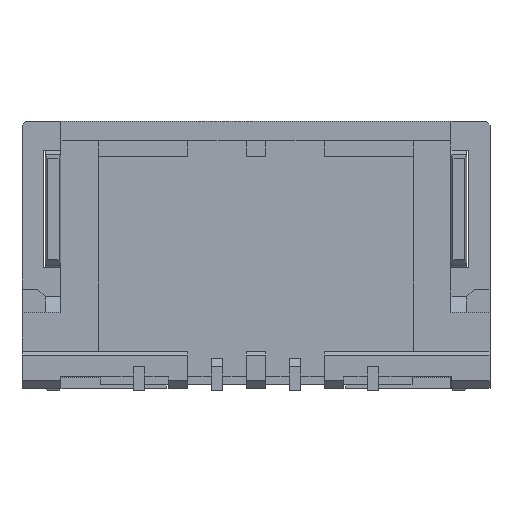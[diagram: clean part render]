
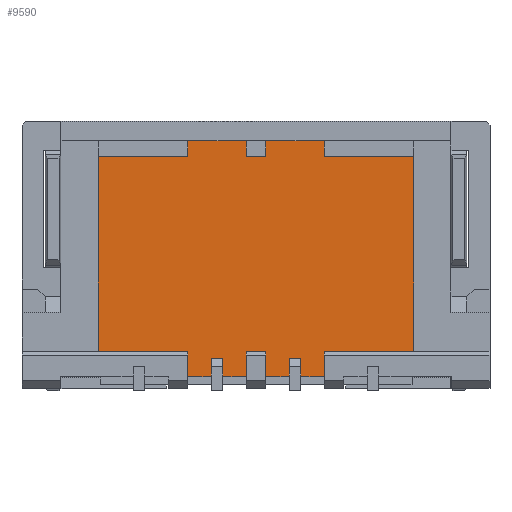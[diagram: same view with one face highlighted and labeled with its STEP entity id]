
A CAD part, top view. The second image highlights one B-rep face of the part: STEP entity #9590.
In plain terms, the highlighted planar face has unit normal (0, 0, 1).
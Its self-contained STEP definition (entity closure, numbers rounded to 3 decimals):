
#1975=DIRECTION('',(0.,-1.,0.));
#1976=VECTOR('',#1975,0.4);
#1977=CARTESIAN_POINT('',(0.25,2.8,5.875));
#1978=LINE('',#1977,#1976);
#1983=DIRECTION('',(0.,-1.,0.));
#1984=VECTOR('',#1983,0.65);
#1985=CARTESIAN_POINT('',(0.25,-2.6,5.875));
#1986=LINE('',#1985,#1984);
#1987=DIRECTION('',(-1.,0.,0.));
#1988=VECTOR('',#1987,2.3);
#1989=CARTESIAN_POINT('',(-1.75,2.4,5.875));
#1990=LINE('',#1989,#1988);
#2007=DIRECTION('',(-1.,0.,0.));
#2008=VECTOR('',#2007,2.3);
#2009=CARTESIAN_POINT('',(4.05,2.4,5.875));
#2010=LINE('',#2009,#2008);
#2015=DIRECTION('',(-1.,0.,0.));
#2016=VECTOR('',#2015,0.5);
#2017=CARTESIAN_POINT('',(0.25,2.4,5.875));
#2018=LINE('',#2017,#2016);
#2023=DIRECTION('',(0.,1.,0.));
#2024=VECTOR('',#2023,0.475);
#2025=CARTESIAN_POINT('',(1.15,-3.25,5.875));
#2026=LINE('',#2025,#2024);
#2027=DIRECTION('',(-1.,0.,0.));
#2028=VECTOR('',#2027,0.3);
#2029=CARTESIAN_POINT('',(1.15,-2.775,5.875));
#2030=LINE('',#2029,#2028);
#2031=DIRECTION('',(0.,1.,0.));
#2032=VECTOR('',#2031,0.475);
#2033=CARTESIAN_POINT('',(0.85,-3.25,5.875));
#2034=LINE('',#2033,#2032);
#2035=DIRECTION('',(-1.,0.,0.));
#2036=VECTOR('',#2035,0.5);
#2037=CARTESIAN_POINT('',(0.25,-2.6,5.875));
#2038=LINE('',#2037,#2036);
#2039=DIRECTION('',(0.,-1.,0.));
#2040=VECTOR('',#2039,0.65);
#2041=CARTESIAN_POINT('',(-0.25,-2.6,5.875));
#2042=LINE('',#2041,#2040);
#2043=DIRECTION('',(0.,1.,0.));
#2044=VECTOR('',#2043,0.475);
#2045=CARTESIAN_POINT('',(-0.85,-3.25,5.875));
#2046=LINE('',#2045,#2044);
#2047=DIRECTION('',(-1.,0.,0.));
#2048=VECTOR('',#2047,0.3);
#2049=CARTESIAN_POINT('',(-0.85,-2.775,5.875));
#2050=LINE('',#2049,#2048);
#2051=DIRECTION('',(0.,1.,0.));
#2052=VECTOR('',#2051,0.475);
#2053=CARTESIAN_POINT('',(-1.15,-3.25,5.875));
#2054=LINE('',#2053,#2052);
#2055=DIRECTION('',(-1.,0.,0.));
#2056=VECTOR('',#2055,2.3);
#2057=CARTESIAN_POINT('',(-1.75,-2.6,5.875));
#2058=LINE('',#2057,#2056);
#2059=DIRECTION('',(0.,1.,0.));
#2060=VECTOR('',#2059,5.);
#2061=CARTESIAN_POINT('',(-4.05,-2.6,5.875));
#2062=LINE('',#2061,#2060);
#2063=DIRECTION('',(0.,-1.,0.));
#2064=VECTOR('',#2063,0.4);
#2065=CARTESIAN_POINT('',(-0.25,2.8,5.875));
#2066=LINE('',#2065,#2064);
#2067=DIRECTION('',(0.,-1.,0.));
#2068=VECTOR('',#2067,0.4);
#2069=CARTESIAN_POINT('',(1.75,2.8,5.875));
#2070=LINE('',#2069,#2068);
#2071=DIRECTION('',(0.,1.,0.));
#2072=VECTOR('',#2071,5.);
#2073=CARTESIAN_POINT('',(4.05,-2.6,5.875));
#2074=LINE('',#2073,#2072);
#2075=DIRECTION('',(-1.,0.,0.));
#2076=VECTOR('',#2075,2.3);
#2077=CARTESIAN_POINT('',(4.05,-2.6,5.875));
#2078=LINE('',#2077,#2076);
#2079=DIRECTION('',(0.,-1.,0.));
#2080=VECTOR('',#2079,0.65);
#2081=CARTESIAN_POINT('',(1.75,-2.6,5.875));
#2082=LINE('',#2081,#2080);
#2912=DIRECTION('',(0.,-1.,0.));
#2913=VECTOR('',#2912,0.65);
#2914=CARTESIAN_POINT('',(-1.75,-2.6,5.875));
#2915=LINE('',#2914,#2913);
#2920=DIRECTION('',(0.,-1.,0.));
#2921=VECTOR('',#2920,0.4);
#2922=CARTESIAN_POINT('',(-1.75,2.8,5.875));
#2923=LINE('',#2922,#2921);
#2928=DIRECTION('',(-1.,0.,0.));
#2929=VECTOR('',#2928,0.6);
#2930=CARTESIAN_POINT('',(-0.25,-3.25,5.875));
#2931=LINE('',#2930,#2929);
#2944=DIRECTION('',(-1.,0.,0.));
#2945=VECTOR('',#2944,0.6);
#2946=CARTESIAN_POINT('',(-1.15,-3.25,5.875));
#2947=LINE('',#2946,#2945);
#4384=DIRECTION('',(-1.,0.,0.));
#4385=VECTOR('',#4384,1.5);
#4386=CARTESIAN_POINT('',(1.75,2.8,5.875));
#4387=LINE('',#4386,#4385);
#4400=DIRECTION('',(-1.,0.,0.));
#4401=VECTOR('',#4400,1.5);
#4402=CARTESIAN_POINT('',(-0.25,2.8,5.875));
#4403=LINE('',#4402,#4401);
#4596=DIRECTION('',(-1.,0.,0.));
#4597=VECTOR('',#4596,0.6);
#4598=CARTESIAN_POINT('',(1.75,-3.25,5.875));
#4599=LINE('',#4598,#4597);
#4612=DIRECTION('',(-1.,0.,0.));
#4613=VECTOR('',#4612,0.6);
#4614=CARTESIAN_POINT('',(0.85,-3.25,5.875));
#4615=LINE('',#4614,#4613);
#6161=CARTESIAN_POINT('',(-4.05,-2.6,5.875));
#6162=CARTESIAN_POINT('',(-4.05,2.4,5.875));
#6163=VERTEX_POINT('',#6161);
#6164=VERTEX_POINT('',#6162);
#6189=CARTESIAN_POINT('',(4.05,-2.6,5.875));
#6190=CARTESIAN_POINT('',(4.05,2.4,5.875));
#6191=VERTEX_POINT('',#6189);
#6192=VERTEX_POINT('',#6190);
#6205=CARTESIAN_POINT('',(-1.75,-2.6,5.875));
#6206=VERTEX_POINT('',#6205);
#6207=CARTESIAN_POINT('',(-1.75,2.4,5.875));
#6208=VERTEX_POINT('',#6207);
#6217=CARTESIAN_POINT('',(-0.25,-2.6,5.875));
#6218=VERTEX_POINT('',#6217);
#6219=CARTESIAN_POINT('',(-0.25,2.4,5.875));
#6221=VERTEX_POINT('',#6219);
#6225=CARTESIAN_POINT('',(-0.25,2.8,5.875));
#6226=VERTEX_POINT('',#6225);
#6227=CARTESIAN_POINT('',(-1.75,2.8,5.875));
#6228=VERTEX_POINT('',#6227);
#6229=CARTESIAN_POINT('',(-0.25,-3.25,5.875));
#6230=VERTEX_POINT('',#6229);
#6231=CARTESIAN_POINT('',(-1.75,-3.25,5.875));
#6232=VERTEX_POINT('',#6231);
#6557=CARTESIAN_POINT('',(-0.85,-3.25,5.875));
#6559=VERTEX_POINT('',#6557);
#6561=CARTESIAN_POINT('',(-1.15,-3.25,5.875));
#6563=VERTEX_POINT('',#6561);
#6669=CARTESIAN_POINT('',(1.15,-3.25,5.875));
#6671=VERTEX_POINT('',#6669);
#6673=CARTESIAN_POINT('',(0.85,-3.25,5.875));
#6675=VERTEX_POINT('',#6673);
#6789=CARTESIAN_POINT('',(-0.85,-2.775,5.875));
#6790=VERTEX_POINT('',#6789);
#6791=CARTESIAN_POINT('',(-1.15,-2.775,5.875));
#6792=VERTEX_POINT('',#6791);
#6801=CARTESIAN_POINT('',(1.75,-2.6,5.875));
#6802=VERTEX_POINT('',#6801);
#6803=CARTESIAN_POINT('',(0.25,-2.6,5.875));
#6804=VERTEX_POINT('',#6803);
#6805=CARTESIAN_POINT('',(1.75,2.4,5.875));
#6807=VERTEX_POINT('',#6805);
#6809=CARTESIAN_POINT('',(0.25,2.4,5.875));
#6811=VERTEX_POINT('',#6809);
#6817=CARTESIAN_POINT('',(1.75,2.8,5.875));
#6818=VERTEX_POINT('',#6817);
#6819=CARTESIAN_POINT('',(0.25,2.8,5.875));
#6820=VERTEX_POINT('',#6819);
#6821=CARTESIAN_POINT('',(1.75,-3.25,5.875));
#6822=VERTEX_POINT('',#6821);
#6823=CARTESIAN_POINT('',(0.25,-3.25,5.875));
#6824=VERTEX_POINT('',#6823);
#6825=CARTESIAN_POINT('',(1.15,-2.775,5.875));
#6826=VERTEX_POINT('',#6825);
#6827=CARTESIAN_POINT('',(0.85,-2.775,5.875));
#6828=VERTEX_POINT('',#6827);
#9532=CARTESIAN_POINT('',(6.,-2.6,5.875));
#9533=DIRECTION('',(0.,0.,1.));
#9534=DIRECTION('',(0.,1.,0.));
#9535=AXIS2_PLACEMENT_3D('',#9532,#9533,#9534);
#9536=PLANE('',#9535);
#9538=ORIENTED_EDGE('',*,*,#9537,.T.);
#9540=ORIENTED_EDGE('',*,*,#9539,.T.);
#9542=ORIENTED_EDGE('',*,*,#9541,.F.);
#9544=ORIENTED_EDGE('',*,*,#9543,.T.);
#9545=ORIENTED_EDGE('',*,*,#9470,.F.);
#9547=ORIENTED_EDGE('',*,*,#9546,.T.);
#9549=ORIENTED_EDGE('',*,*,#9548,.T.);
#9551=ORIENTED_EDGE('',*,*,#9550,.T.);
#9553=ORIENTED_EDGE('',*,*,#9552,.T.);
#9555=ORIENTED_EDGE('',*,*,#9554,.T.);
#9557=ORIENTED_EDGE('',*,*,#9556,.F.);
#9559=ORIENTED_EDGE('',*,*,#9558,.T.);
#9561=ORIENTED_EDGE('',*,*,#9560,.F.);
#9563=ORIENTED_EDGE('',*,*,#9562,.T.);
#9565=ORIENTED_EDGE('',*,*,#9564,.T.);
#9566=ORIENTED_EDGE('',*,*,#9490,.F.);
#9568=ORIENTED_EDGE('',*,*,#9567,.F.);
#9570=ORIENTED_EDGE('',*,*,#9569,.F.);
#9572=ORIENTED_EDGE('',*,*,#9571,.T.);
#9573=ORIENTED_EDGE('',*,*,#9523,.F.);
#9574=ORIENTED_EDGE('',*,*,#9455,.F.);
#9576=ORIENTED_EDGE('',*,*,#9575,.F.);
#9578=ORIENTED_EDGE('',*,*,#9577,.T.);
#9579=ORIENTED_EDGE('',*,*,#9512,.F.);
#9581=ORIENTED_EDGE('',*,*,#9580,.F.);
#9583=ORIENTED_EDGE('',*,*,#9582,.T.);
#9585=ORIENTED_EDGE('',*,*,#9584,.T.);
#9587=ORIENTED_EDGE('',*,*,#9586,.T.);
#9588=EDGE_LOOP('',(#9538,#9540,#9542,#9544,#9545,#9547,#9549,#9551,#9553,#9555,
#9557,#9559,#9561,#9563,#9565,#9566,#9568,#9570,#9572,#9573,#9574,#9576,#9578,
#9579,#9581,#9583,#9585,#9587));
#9589=FACE_OUTER_BOUND('',#9588,.F.);
#9590=ADVANCED_FACE('',(#9589),#9536,.T.);
#9455=EDGE_CURVE('',#6820,#6811,#1978,.T.);
#9470=EDGE_CURVE('',#6804,#6824,#1986,.T.);
#9490=EDGE_CURVE('',#6208,#6164,#1990,.T.);
#9512=EDGE_CURVE('',#6192,#6807,#2010,.T.);
#9523=EDGE_CURVE('',#6811,#6221,#2018,.T.);
#9537=EDGE_CURVE('',#6671,#6826,#2026,.T.);
#9539=EDGE_CURVE('',#6826,#6828,#2030,.T.);
#9541=EDGE_CURVE('',#6675,#6828,#2034,.T.);
#9543=EDGE_CURVE('',#6675,#6824,#4615,.T.);
#9546=EDGE_CURVE('',#6804,#6218,#2038,.T.);
#9548=EDGE_CURVE('',#6218,#6230,#2042,.T.);
#9550=EDGE_CURVE('',#6230,#6559,#2931,.T.);
#9552=EDGE_CURVE('',#6559,#6790,#2046,.T.);
#9554=EDGE_CURVE('',#6790,#6792,#2050,.T.);
#9556=EDGE_CURVE('',#6563,#6792,#2054,.T.);
#9558=EDGE_CURVE('',#6563,#6232,#2947,.T.);
#9560=EDGE_CURVE('',#6206,#6232,#2915,.T.);
#9562=EDGE_CURVE('',#6206,#6163,#2058,.T.);
#9564=EDGE_CURVE('',#6163,#6164,#2062,.T.);
#9567=EDGE_CURVE('',#6228,#6208,#2923,.T.);
#9569=EDGE_CURVE('',#6226,#6228,#4403,.T.);
#9571=EDGE_CURVE('',#6226,#6221,#2066,.T.);
#9575=EDGE_CURVE('',#6818,#6820,#4387,.T.);
#9577=EDGE_CURVE('',#6818,#6807,#2070,.T.);
#9580=EDGE_CURVE('',#6191,#6192,#2074,.T.);
#9582=EDGE_CURVE('',#6191,#6802,#2078,.T.);
#9584=EDGE_CURVE('',#6802,#6822,#2082,.T.);
#9586=EDGE_CURVE('',#6822,#6671,#4599,.T.);
